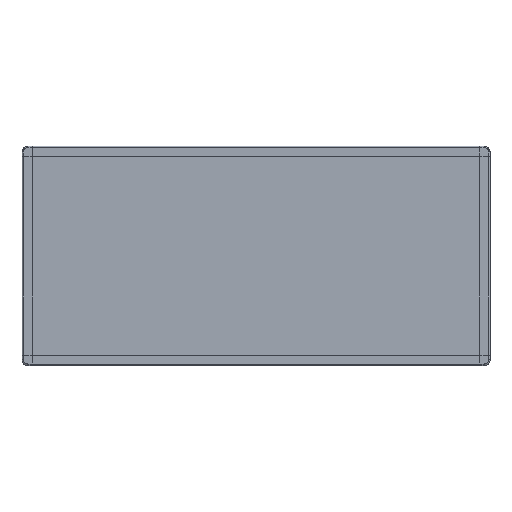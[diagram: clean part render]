
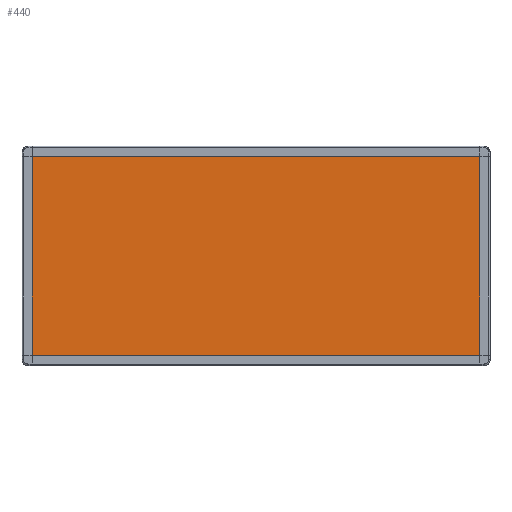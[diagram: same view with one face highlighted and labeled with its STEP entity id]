
A CAD part, top view. The second image highlights one B-rep face of the part: STEP entity #440.
In plain terms, the highlighted planar face has unit normal (0, 0, 1).
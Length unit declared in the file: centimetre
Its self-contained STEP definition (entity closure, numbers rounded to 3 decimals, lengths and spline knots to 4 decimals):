
#440=ADVANCED_FACE('',(#768),#4981,.T.);
#768=FACE_OUTER_BOUND('',#1099,.T.);
#1099=EDGE_LOOP('',(#2586,#2587,#2588,#2589));
#2586=ORIENTED_EDGE('',*,*,#3367,.T.);
#2587=ORIENTED_EDGE('',*,*,#3371,.T.);
#2588=ORIENTED_EDGE('',*,*,#3374,.T.);
#2589=ORIENTED_EDGE('',*,*,#3376,.T.);
#3367=EDGE_CURVE('',#4649,#4648,#4130,.T.);
#3371=EDGE_CURVE('',#4648,#4651,#4134,.T.);
#3374=EDGE_CURVE('',#4651,#4653,#4137,.T.);
#3376=EDGE_CURVE('',#4653,#4649,#4139,.T.);
#4130=B_SPLINE_CURVE_WITH_KNOTS('',1,(#8276,#8277),.UNSPECIFIED.,.F.,.F.,
(2,2),(0.,153.),.UNSPECIFIED.);
#4134=B_SPLINE_CURVE_WITH_KNOTS('',1,(#8284,#8285),.UNSPECIFIED.,.F.,.F.,
(2,2),(153.,221.),.UNSPECIFIED.);
#4137=B_SPLINE_CURVE_WITH_KNOTS('',1,(#8290,#8291),.UNSPECIFIED.,.F.,.F.,
(2,2),(221.,374.),.UNSPECIFIED.);
#4139=B_SPLINE_CURVE_WITH_KNOTS('',1,(#8294,#8295),.UNSPECIFIED.,.F.,.F.,
(2,2),(374.,442.),.UNSPECIFIED.);
#4648=VERTEX_POINT('',#8266);
#4649=VERTEX_POINT('',#8267);
#4651=VERTEX_POINT('',#8269);
#4653=VERTEX_POINT('',#8271);
#4981=PLANE('',#5346);
#5346=AXIS2_PLACEMENT_3D('',#8263,#5676,$);
#5676=DIRECTION('',(0.,0.,1.));
#8263=CARTESIAN_POINT('',(0.,0.,72.));
#8266=CARTESIAN_POINT('',(153.,0.,72.));
#8267=CARTESIAN_POINT('',(0.,0.,72.));
#8269=CARTESIAN_POINT('',(153.,68.,72.));
#8271=CARTESIAN_POINT('',(0.,68.,72.));
#8276=CARTESIAN_POINT('',(0.,0.,72.));
#8277=CARTESIAN_POINT('',(153.,0.,72.));
#8284=CARTESIAN_POINT('',(153.,0.,72.));
#8285=CARTESIAN_POINT('',(153.,68.,72.));
#8290=CARTESIAN_POINT('',(153.,68.,72.));
#8291=CARTESIAN_POINT('',(0.,68.,72.));
#8294=CARTESIAN_POINT('',(0.,68.,72.));
#8295=CARTESIAN_POINT('',(0.,0.,72.));
